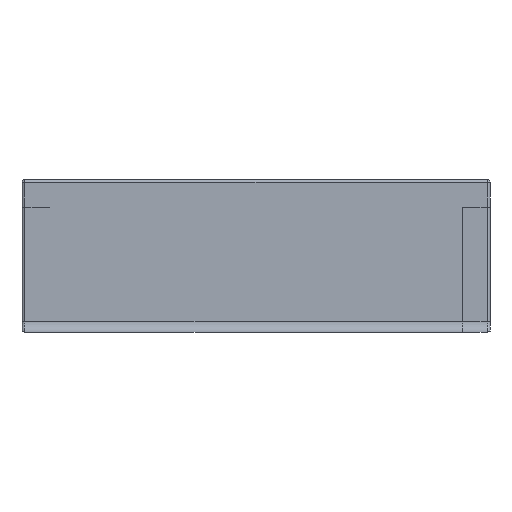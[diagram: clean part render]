
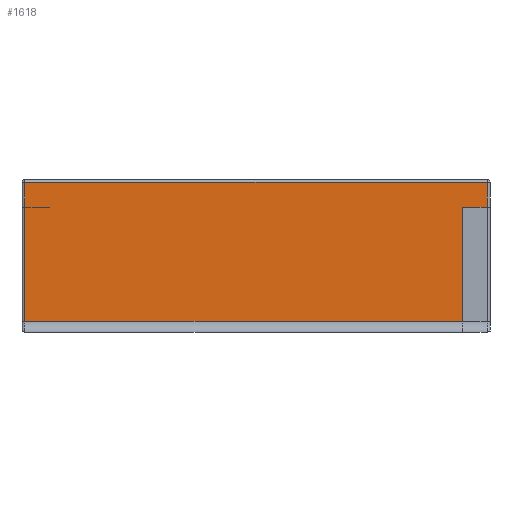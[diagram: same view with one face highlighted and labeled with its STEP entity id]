
A CAD part, top view. The second image highlights one B-rep face of the part: STEP entity #1618.
In plain terms, the highlighted planar face has unit normal (0, 0, 1).
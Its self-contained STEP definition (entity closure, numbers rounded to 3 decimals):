
#25=PLANE('',#1718);
#95=FACE_OUTER_BOUND('',#189,.T.);
#189=EDGE_LOOP('',(#1124,#1125,#1126,#1127,#1128,#1129,#1130,#1131,#1132,
#1133));
#288=LINE('',#2347,#472);
#289=LINE('',#2368,#473);
#298=LINE('',#2386,#482);
#299=LINE('',#2388,#483);
#300=LINE('',#2390,#484);
#301=LINE('',#2392,#485);
#302=LINE('',#2394,#486);
#303=LINE('',#2396,#487);
#304=LINE('',#2398,#488);
#305=LINE('',#2399,#489);
#472=VECTOR('',#1867,10.);
#473=VECTOR('',#1876,10.);
#482=VECTOR('',#1887,2.);
#483=VECTOR('',#1888,10.);
#484=VECTOR('',#1889,10.);
#485=VECTOR('',#1890,10.);
#486=VECTOR('',#1891,10.);
#487=VECTOR('',#1892,10.);
#488=VECTOR('',#1893,10.);
#489=VECTOR('',#1894,10.);
#708=VERTEX_POINT('',#2340);
#711=VERTEX_POINT('',#2345);
#715=VERTEX_POINT('',#2367);
#723=VERTEX_POINT('',#2385);
#724=VERTEX_POINT('',#2387);
#725=VERTEX_POINT('',#2389);
#726=VERTEX_POINT('',#2391);
#727=VERTEX_POINT('',#2393);
#728=VERTEX_POINT('',#2395);
#729=VERTEX_POINT('',#2397);
#867=EDGE_CURVE('',#711,#708,#288,.T.);
#872=EDGE_CURVE('',#708,#715,#289,.T.);
#881=EDGE_CURVE('',#723,#711,#298,.T.);
#882=EDGE_CURVE('',#723,#724,#299,.T.);
#883=EDGE_CURVE('',#725,#724,#300,.T.);
#884=EDGE_CURVE('',#726,#725,#301,.T.);
#885=EDGE_CURVE('',#727,#726,#302,.T.);
#886=EDGE_CURVE('',#728,#727,#303,.T.);
#887=EDGE_CURVE('',#729,#728,#304,.T.);
#888=EDGE_CURVE('',#729,#715,#305,.T.);
#1124=ORIENTED_EDGE('',*,*,#867,.F.);
#1125=ORIENTED_EDGE('',*,*,#881,.F.);
#1126=ORIENTED_EDGE('',*,*,#882,.T.);
#1127=ORIENTED_EDGE('',*,*,#883,.F.);
#1128=ORIENTED_EDGE('',*,*,#884,.F.);
#1129=ORIENTED_EDGE('',*,*,#885,.F.);
#1130=ORIENTED_EDGE('',*,*,#886,.F.);
#1131=ORIENTED_EDGE('',*,*,#887,.F.);
#1132=ORIENTED_EDGE('',*,*,#888,.T.);
#1133=ORIENTED_EDGE('',*,*,#872,.F.);
#1618=ADVANCED_FACE('',(#95),#25,.F.);
#1718=AXIS2_PLACEMENT_3D('',#2384,#1885,#1886);
#1867=DIRECTION('',(0.,1.,0.));
#1876=DIRECTION('',(1.,0.,0.));
#1885=DIRECTION('center_axis',(0.,0.,-1.));
#1886=DIRECTION('ref_axis',(-1.,0.,0.));
#1887=DIRECTION('',(-1.,0.,0.));
#1888=DIRECTION('',(0.,1.,0.));
#1889=DIRECTION('',(-1.,0.,0.));
#1890=DIRECTION('',(0.,-1.,0.));
#1891=DIRECTION('',(1.,0.,0.));
#1892=DIRECTION('',(0.,1.,0.));
#1893=DIRECTION('',(-1.,0.,0.));
#1894=DIRECTION('',(0.,-1.,0.));
#2340=CARTESIAN_POINT('',(0.5,-5.,12.4));
#2345=CARTESIAN_POINT('',(0.5,-25.648,12.4));
#2347=CARTESIAN_POINT('',(0.5,-8.125,12.4));
#2367=CARTESIAN_POINT('',(5.,-5.,12.4));
#2368=CARTESIAN_POINT('',(0.,-5.,12.4));
#2384=CARTESIAN_POINT('Origin',(84.7,0.,12.4));
#2385=CARTESIAN_POINT('',(79.7,-25.648,12.4));
#2386=CARTESIAN_POINT('',(0.,-25.648,12.4));
#2387=CARTESIAN_POINT('',(79.7,-5.,12.4));
#2388=CARTESIAN_POINT('',(79.7,-27.5,12.4));
#2389=CARTESIAN_POINT('',(84.2,-5.,12.4));
#2390=CARTESIAN_POINT('',(63.525,-5.,12.4));
#2391=CARTESIAN_POINT('',(84.2,-0.5,12.4));
#2392=CARTESIAN_POINT('',(84.2,0.,12.4));
#2393=CARTESIAN_POINT('',(0.5,-0.5,12.4));
#2394=CARTESIAN_POINT('',(63.525,-0.5,12.4));
#2395=CARTESIAN_POINT('',(0.5,-5.,12.4));
#2396=CARTESIAN_POINT('',(0.5,0.,12.4));
#2397=CARTESIAN_POINT('',(5.,-5.,12.4));
#2398=CARTESIAN_POINT('',(63.525,-5.,12.4));
#2399=CARTESIAN_POINT('',(5.,-5.,12.4));
